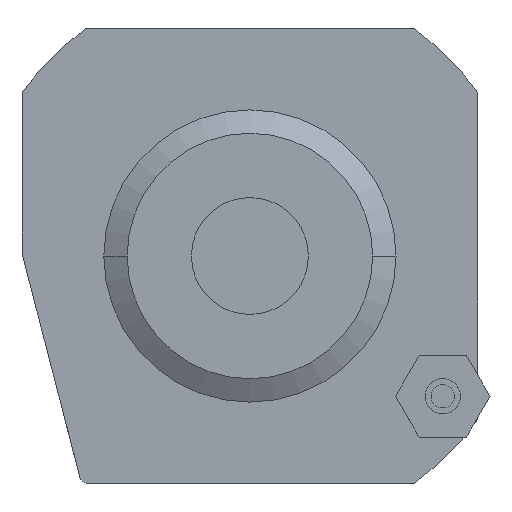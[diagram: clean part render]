
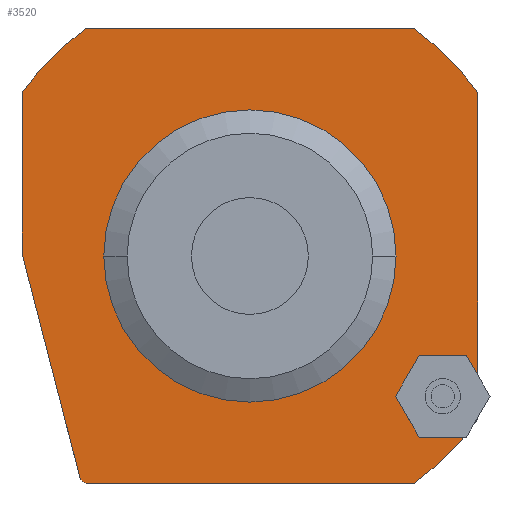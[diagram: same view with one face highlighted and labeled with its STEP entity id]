
A CAD part, left-side view. The second image highlights one B-rep face of the part: STEP entity #3520.
In plain terms, the highlighted planar face has unit normal (-1, 0, 0).
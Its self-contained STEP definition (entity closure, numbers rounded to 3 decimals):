
#317=CARTESIAN_POINT('',(-64.,0.,0.));
#318=DIRECTION('',(-1.,0.,0.));
#319=DIRECTION('',(0.,0.,-1.));
#320=AXIS2_PLACEMENT_3D('',#317,#318,#319);
#327=CARTESIAN_POINT('',(-64.,-33.,-24.));
#328=DIRECTION('',(-1.,0.,0.));
#329=DIRECTION('',(0.,1.,0.));
#330=AXIS2_PLACEMENT_3D('',#327,#328,#329);
#332=DIRECTION('',(0.,0.,-1.));
#333=VECTOR('',#332,0.377);
#334=CARTESIAN_POINT('',(-64.,-39.,-27.606));
#335=LINE('',#334,#333);
#336=CARTESIAN_POINT('',(-64.,0.,0.));
#337=DIRECTION('',(1.,0.,0.));
#338=DIRECTION('',(0.,-0.813,-0.583));
#339=AXIS2_PLACEMENT_3D('',#336,#337,#338);
#341=DIRECTION('',(0.,1.,0.));
#342=VECTOR('',#341,55.964);
#343=CARTESIAN_POINT('',(-64.,-27.982,-39.));
#344=LINE('',#343,#342);
#345=CARTESIAN_POINT('',(-64.,0.,0.));
#346=DIRECTION('',(1.,0.,0.));
#347=DIRECTION('',(0.,0.583,-0.813));
#348=AXIS2_PLACEMENT_3D('',#345,#346,#347);
#350=DIRECTION('',(0.,0.25,0.968));
#351=VECTOR('',#350,40.026);
#352=CARTESIAN_POINT('',(-64.,28.992,-38.255));
#353=LINE('',#352,#351);
#354=DIRECTION('',(0.,0.,1.));
#355=VECTOR('',#354,27.482);
#356=CARTESIAN_POINT('',(-64.,39.,0.5));
#357=LINE('',#356,#355);
#358=CARTESIAN_POINT('',(-64.,0.,0.));
#359=DIRECTION('',(1.,0.,0.));
#360=DIRECTION('',(0.,0.813,0.583));
#361=AXIS2_PLACEMENT_3D('',#358,#359,#360);
#363=DIRECTION('',(0.,-1.,0.));
#364=VECTOR('',#363,55.964);
#365=CARTESIAN_POINT('',(-64.,27.982,39.));
#366=LINE('',#365,#364);
#367=CARTESIAN_POINT('',(-64.,0.,0.));
#368=DIRECTION('',(1.,0.,0.));
#369=DIRECTION('',(0.,-0.583,0.813));
#370=AXIS2_PLACEMENT_3D('',#367,#368,#369);
#372=DIRECTION('',(0.,0.,-1.));
#373=VECTOR('',#372,48.377);
#374=CARTESIAN_POINT('',(-64.,-39.,27.982));
#375=LINE('',#374,#373);
#376=CARTESIAN_POINT('',(-64.,-33.,-24.));
#377=DIRECTION('',(-1.,0.,0.));
#378=DIRECTION('',(0.,-0.857,0.515));
#379=AXIS2_PLACEMENT_3D('',#376,#377,#378);
#2320=CARTESIAN_POINT('',(-64.,0.,0.));
#2321=DIRECTION('',(-1.,0.,0.));
#2322=DIRECTION('',(0.,0.,1.));
#2323=AXIS2_PLACEMENT_3D('',#2320,#2321,#2322);
#2496=CARTESIAN_POINT('',(-64.,39.,27.982));
#2497=CARTESIAN_POINT('',(-64.,27.982,39.));
#2498=VERTEX_POINT('',#2496);
#2499=VERTEX_POINT('',#2497);
#2500=CARTESIAN_POINT('',(-64.,-27.982,39.));
#2501=VERTEX_POINT('',#2500);
#2502=CARTESIAN_POINT('',(-64.,-39.,27.982));
#2503=VERTEX_POINT('',#2502);
#2504=CARTESIAN_POINT('',(-64.,-39.,-27.982));
#2505=CARTESIAN_POINT('',(-64.,-27.982,-39.));
#2506=VERTEX_POINT('',#2504);
#2507=VERTEX_POINT('',#2505);
#2508=CARTESIAN_POINT('',(-64.,27.982,-39.));
#2509=VERTEX_POINT('',#2508);
#2689=CARTESIAN_POINT('',(-64.,28.992,-38.255));
#2690=CARTESIAN_POINT('',(-64.,39.,0.5));
#2691=VERTEX_POINT('',#2689);
#2692=VERTEX_POINT('',#2690);
#2777=CARTESIAN_POINT('',(-64.,0.,-22.5));
#2778=CARTESIAN_POINT('',(-64.,0.,22.5));
#2779=VERTEX_POINT('',#2777);
#2780=VERTEX_POINT('',#2778);
#2891=CARTESIAN_POINT('',(-64.,-26.,-24.));
#2892=CARTESIAN_POINT('',(-64.,-39.,-27.606));
#2893=VERTEX_POINT('',#2891);
#2894=VERTEX_POINT('',#2892);
#2895=CARTESIAN_POINT('',(-64.,-39.,-20.394));
#2896=VERTEX_POINT('',#2895);
#3484=CARTESIAN_POINT('',(-64.,0.,0.));
#3485=DIRECTION('',(1.,0.,0.));
#3486=DIRECTION('',(0.,0.,-1.));
#3487=AXIS2_PLACEMENT_3D('',#3484,#3485,#3486);
#3488=PLANE('',#3487);
#3490=ORIENTED_EDGE('',*,*,#3489,.T.);
#3492=ORIENTED_EDGE('',*,*,#3491,.T.);
#3494=ORIENTED_EDGE('',*,*,#3493,.T.);
#3496=ORIENTED_EDGE('',*,*,#3495,.T.);
#3498=ORIENTED_EDGE('',*,*,#3497,.T.);
#3500=ORIENTED_EDGE('',*,*,#3499,.T.);
#3502=ORIENTED_EDGE('',*,*,#3501,.T.);
#3504=ORIENTED_EDGE('',*,*,#3503,.T.);
#3506=ORIENTED_EDGE('',*,*,#3505,.T.);
#3508=ORIENTED_EDGE('',*,*,#3507,.T.);
#3510=ORIENTED_EDGE('',*,*,#3509,.T.);
#3512=ORIENTED_EDGE('',*,*,#3511,.T.);
#3513=EDGE_LOOP('',(#3490,#3492,#3494,#3496,#3498,#3500,#3502,#3504,#3506,#3508,
#3510,#3512));
#3514=FACE_OUTER_BOUND('',#3513,.F.);
#3515=ORIENTED_EDGE('',*,*,#3474,.T.);
#3517=ORIENTED_EDGE('',*,*,#3516,.T.);
#3518=EDGE_LOOP('',(#3515,#3517));
#3519=FACE_BOUND('',#3518,.F.);
#3520=ADVANCED_FACE('',(#3514,#3519),#3488,.F.);
#321=CIRCLE('',#320,22.5);
#331=CIRCLE('',#330,7.);
#340=CIRCLE('',#339,48.);
#349=CIRCLE('',#348,48.);
#362=CIRCLE('',#361,48.);
#371=CIRCLE('',#370,48.);
#380=CIRCLE('',#379,7.);
#2324=CIRCLE('',#2323,22.5);
#3474=EDGE_CURVE('',#2779,#2780,#321,.T.);
#3489=EDGE_CURVE('',#2893,#2894,#331,.T.);
#3491=EDGE_CURVE('',#2894,#2506,#335,.T.);
#3493=EDGE_CURVE('',#2506,#2507,#340,.T.);
#3495=EDGE_CURVE('',#2507,#2509,#344,.T.);
#3497=EDGE_CURVE('',#2509,#2691,#349,.T.);
#3499=EDGE_CURVE('',#2691,#2692,#353,.T.);
#3501=EDGE_CURVE('',#2692,#2498,#357,.T.);
#3503=EDGE_CURVE('',#2498,#2499,#362,.T.);
#3505=EDGE_CURVE('',#2499,#2501,#366,.T.);
#3507=EDGE_CURVE('',#2501,#2503,#371,.T.);
#3509=EDGE_CURVE('',#2503,#2896,#375,.T.);
#3511=EDGE_CURVE('',#2896,#2893,#380,.T.);
#3516=EDGE_CURVE('',#2780,#2779,#2324,.T.);
